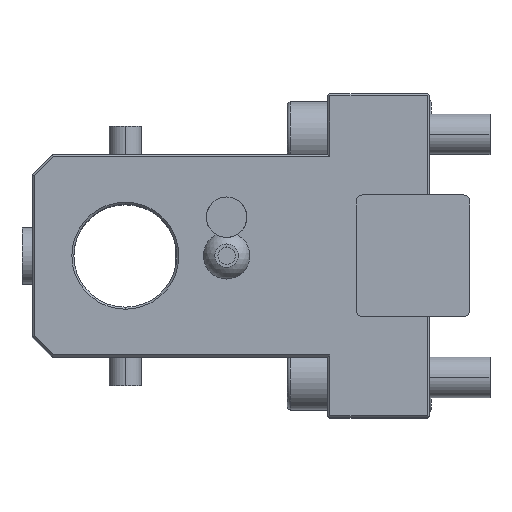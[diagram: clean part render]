
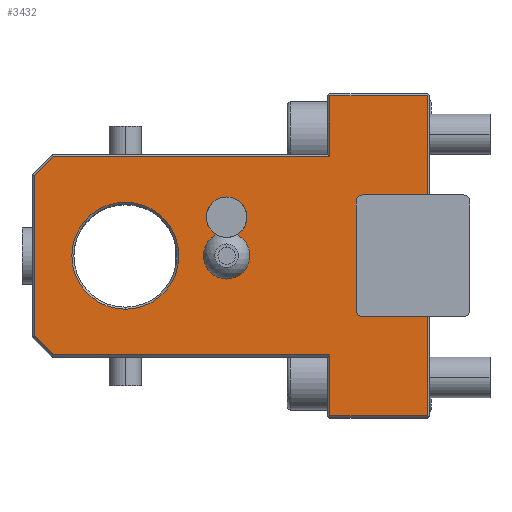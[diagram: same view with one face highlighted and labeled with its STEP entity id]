
A CAD part, top view. The second image highlights one B-rep face of the part: STEP entity #3432.
In plain terms, the highlighted planar face has unit normal (0, 0, 1).
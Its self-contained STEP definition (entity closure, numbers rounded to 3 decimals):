
#1=DIRECTION('',(-1.,0.,0.));
#2=VECTOR('',#1,16.);
#3=CARTESIAN_POINT('',(-0.5,-15.,40.));
#4=LINE('',#3,#2);
#5=DIRECTION('',(0.,1.,0.));
#6=VECTOR('',#5,24.5);
#7=CARTESIAN_POINT('',(-0.5,-39.5,40.));
#8=LINE('',#7,#6);
#9=DIRECTION('',(1.,0.,0.));
#10=VECTOR('',#9,24.);
#11=CARTESIAN_POINT('',(-24.5,-39.5,40.));
#12=LINE('',#11,#10);
#13=DIRECTION('',(0.,-1.,0.));
#14=VECTOR('',#13,15.);
#15=CARTESIAN_POINT('',(-24.5,-24.5,40.));
#16=LINE('',#15,#14);
#17=DIRECTION('',(1.,0.,0.));
#18=VECTOR('',#17,68.293);
#19=CARTESIAN_POINT('',(-92.793,-24.5,40.));
#20=LINE('',#19,#18);
#21=DIRECTION('',(0.707,-0.707,0.));
#22=VECTOR('',#21,6.657);
#23=CARTESIAN_POINT('',(-97.5,-19.793,40.));
#24=LINE('',#23,#22);
#25=DIRECTION('',(0.,-1.,0.));
#26=VECTOR('',#25,39.586);
#27=CARTESIAN_POINT('',(-97.5,19.793,40.));
#28=LINE('',#27,#26);
#29=DIRECTION('',(-0.707,-0.707,0.));
#30=VECTOR('',#29,6.657);
#31=CARTESIAN_POINT('',(-92.793,24.5,40.));
#32=LINE('',#31,#30);
#33=DIRECTION('',(-1.,0.,0.));
#34=VECTOR('',#33,68.293);
#35=CARTESIAN_POINT('',(-24.5,24.5,40.));
#36=LINE('',#35,#34);
#37=DIRECTION('',(0.,-1.,0.));
#38=VECTOR('',#37,15.);
#39=CARTESIAN_POINT('',(-24.5,39.5,40.));
#40=LINE('',#39,#38);
#41=DIRECTION('',(-1.,0.,0.));
#42=VECTOR('',#41,24.);
#43=CARTESIAN_POINT('',(-0.5,39.5,40.));
#44=LINE('',#43,#42);
#45=DIRECTION('',(0.,1.,0.));
#46=VECTOR('',#45,24.5);
#47=CARTESIAN_POINT('',(-0.5,15.,40.));
#48=LINE('',#47,#46);
#49=DIRECTION('',(-1.,0.,0.));
#50=VECTOR('',#49,16.);
#51=CARTESIAN_POINT('',(-0.5,15.,40.));
#52=LINE('',#51,#50);
#53=CARTESIAN_POINT('',(-16.5,13.5,40.));
#54=DIRECTION('',(0.,0.,1.));
#55=DIRECTION('',(0.,1.,0.));
#56=AXIS2_PLACEMENT_3D('',#53,#54,#55);
#58=DIRECTION('',(0.,-1.,0.));
#59=VECTOR('',#58,27.);
#60=CARTESIAN_POINT('',(-18.,13.5,40.));
#61=LINE('',#60,#59);
#62=CARTESIAN_POINT('',(-16.5,-13.5,40.));
#63=DIRECTION('',(0.,0.,1.));
#64=DIRECTION('',(-1.,0.,0.));
#65=AXIS2_PLACEMENT_3D('',#62,#63,#64);
#67=CARTESIAN_POINT('',(-75.,0.,40.));
#68=DIRECTION('',(0.,0.,-1.));
#69=DIRECTION('',(0.,1.,0.));
#70=AXIS2_PLACEMENT_3D('',#67,#68,#69);
#72=CARTESIAN_POINT('',(-75.,0.,40.));
#73=DIRECTION('',(0.,0.,-1.));
#74=DIRECTION('',(0.,-1.,0.));
#75=AXIS2_PLACEMENT_3D('',#72,#73,#74);
#77=CARTESIAN_POINT('',(-50.,0.,40.));
#78=DIRECTION('',(0.,0.,-1.));
#79=DIRECTION('',(0.,-1.,0.));
#80=AXIS2_PLACEMENT_3D('',#77,#78,#79);
#82=CARTESIAN_POINT('',(-50.,0.,40.));
#83=DIRECTION('',(0.,0.,-1.));
#84=DIRECTION('',(0.,1.,0.));
#85=AXIS2_PLACEMENT_3D('',#82,#83,#84);
#87=CARTESIAN_POINT('',(-50.,9.5,40.));
#88=DIRECTION('',(0.,0.,-1.));
#89=DIRECTION('',(0.,-1.,0.));
#90=AXIS2_PLACEMENT_3D('',#87,#88,#89);
#92=CARTESIAN_POINT('',(-50.,9.5,40.));
#93=DIRECTION('',(0.,0.,-1.));
#94=DIRECTION('',(0.,1.,0.));
#95=AXIS2_PLACEMENT_3D('',#92,#93,#94);
#2697=CARTESIAN_POINT('',(-75.,13.2,40.));
#2698=CARTESIAN_POINT('',(-75.,-13.2,40.));
#2699=VERTEX_POINT('',#2697);
#2700=VERTEX_POINT('',#2698);
#2799=CARTESIAN_POINT('',(-0.5,39.5,40.));
#2800=CARTESIAN_POINT('',(-24.5,39.5,40.));
#2801=VERTEX_POINT('',#2799);
#2802=VERTEX_POINT('',#2800);
#2803=CARTESIAN_POINT('',(-24.5,24.5,40.));
#2804=CARTESIAN_POINT('',(-92.793,24.5,40.));
#2805=VERTEX_POINT('',#2803);
#2806=VERTEX_POINT('',#2804);
#2811=CARTESIAN_POINT('',(-97.5,19.793,40.));
#2812=VERTEX_POINT('',#2811);
#2815=CARTESIAN_POINT('',(-97.5,-19.793,40.));
#2816=VERTEX_POINT('',#2815);
#2819=CARTESIAN_POINT('',(-92.793,-24.5,40.));
#2820=VERTEX_POINT('',#2819);
#2823=CARTESIAN_POINT('',(-24.5,-24.5,40.));
#2824=VERTEX_POINT('',#2823);
#2827=CARTESIAN_POINT('',(-24.5,-39.5,40.));
#2828=CARTESIAN_POINT('',(-0.5,-39.5,40.));
#2829=VERTEX_POINT('',#2827);
#2830=VERTEX_POINT('',#2828);
#3089=CARTESIAN_POINT('',(-0.5,-15.,40.));
#3090=CARTESIAN_POINT('',(-16.5,-15.,40.));
#3091=VERTEX_POINT('',#3089);
#3092=VERTEX_POINT('',#3090);
#3093=CARTESIAN_POINT('',(-0.5,15.,40.));
#3094=CARTESIAN_POINT('',(-16.5,15.,40.));
#3095=VERTEX_POINT('',#3093);
#3096=VERTEX_POINT('',#3094);
#3097=CARTESIAN_POINT('',(-18.,13.5,40.));
#3098=CARTESIAN_POINT('',(-18.,-13.5,40.));
#3099=VERTEX_POINT('',#3097);
#3100=VERTEX_POINT('',#3098);
#3117=CARTESIAN_POINT('',(-50.,-5.754,40.));
#3118=CARTESIAN_POINT('',(-50.,5.754,40.));
#3119=VERTEX_POINT('',#3117);
#3120=VERTEX_POINT('',#3118);
#3139=CARTESIAN_POINT('',(-50.,6.7,40.));
#3140=CARTESIAN_POINT('',(-50.,12.3,40.));
#3141=VERTEX_POINT('',#3139);
#3142=VERTEX_POINT('',#3140);
#3375=CARTESIAN_POINT('',(0.,0.,40.));
#3376=DIRECTION('',(0.,0.,-1.));
#3377=DIRECTION('',(0.,-1.,0.));
#3378=AXIS2_PLACEMENT_3D('',#3375,#3376,#3377);
#3379=PLANE('',#3378);
#3381=ORIENTED_EDGE('',*,*,#3380,.F.);
#3383=ORIENTED_EDGE('',*,*,#3382,.F.);
#3385=ORIENTED_EDGE('',*,*,#3384,.F.);
#3387=ORIENTED_EDGE('',*,*,#3386,.F.);
#3389=ORIENTED_EDGE('',*,*,#3388,.F.);
#3391=ORIENTED_EDGE('',*,*,#3390,.F.);
#3393=ORIENTED_EDGE('',*,*,#3392,.F.);
#3395=ORIENTED_EDGE('',*,*,#3394,.F.);
#3397=ORIENTED_EDGE('',*,*,#3396,.F.);
#3399=ORIENTED_EDGE('',*,*,#3398,.F.);
#3401=ORIENTED_EDGE('',*,*,#3400,.F.);
#3403=ORIENTED_EDGE('',*,*,#3402,.F.);
#3405=ORIENTED_EDGE('',*,*,#3404,.T.);
#3407=ORIENTED_EDGE('',*,*,#3406,.T.);
#3409=ORIENTED_EDGE('',*,*,#3408,.T.);
#3411=ORIENTED_EDGE('',*,*,#3410,.T.);
#3412=EDGE_LOOP('',(#3381,#3383,#3385,#3387,#3389,#3391,#3393,#3395,#3397,#3399,
#3401,#3403,#3405,#3407,#3409,#3411));
#3413=FACE_OUTER_BOUND('',#3412,.F.);
#3415=ORIENTED_EDGE('',*,*,#3414,.F.);
#3417=ORIENTED_EDGE('',*,*,#3416,.F.);
#3418=EDGE_LOOP('',(#3415,#3417));
#3419=FACE_BOUND('',#3418,.F.);
#3421=ORIENTED_EDGE('',*,*,#3420,.F.);
#3423=ORIENTED_EDGE('',*,*,#3422,.F.);
#3424=EDGE_LOOP('',(#3421,#3423));
#3425=FACE_BOUND('',#3424,.F.);
#3427=ORIENTED_EDGE('',*,*,#3426,.F.);
#3429=ORIENTED_EDGE('',*,*,#3428,.F.);
#3430=EDGE_LOOP('',(#3427,#3429));
#3431=FACE_BOUND('',#3430,.F.);
#3432=ADVANCED_FACE('',(#3413,#3419,#3425,#3431),#3379,.F.);
#57=CIRCLE('',#56,1.5);
#66=CIRCLE('',#65,1.5);
#71=CIRCLE('',#70,13.2);
#76=CIRCLE('',#75,13.2);
#81=CIRCLE('',#80,5.754);
#86=CIRCLE('',#85,5.754);
#91=CIRCLE('',#90,2.8);
#96=CIRCLE('',#95,2.8);
#3380=EDGE_CURVE('',#3091,#3092,#4,.T.);
#3382=EDGE_CURVE('',#2830,#3091,#8,.T.);
#3384=EDGE_CURVE('',#2829,#2830,#12,.T.);
#3386=EDGE_CURVE('',#2824,#2829,#16,.T.);
#3388=EDGE_CURVE('',#2820,#2824,#20,.T.);
#3390=EDGE_CURVE('',#2816,#2820,#24,.T.);
#3392=EDGE_CURVE('',#2812,#2816,#28,.T.);
#3394=EDGE_CURVE('',#2806,#2812,#32,.T.);
#3396=EDGE_CURVE('',#2805,#2806,#36,.T.);
#3398=EDGE_CURVE('',#2802,#2805,#40,.T.);
#3400=EDGE_CURVE('',#2801,#2802,#44,.T.);
#3402=EDGE_CURVE('',#3095,#2801,#48,.T.);
#3404=EDGE_CURVE('',#3095,#3096,#52,.T.);
#3406=EDGE_CURVE('',#3096,#3099,#57,.T.);
#3408=EDGE_CURVE('',#3099,#3100,#61,.T.);
#3410=EDGE_CURVE('',#3100,#3092,#66,.T.);
#3414=EDGE_CURVE('',#2699,#2700,#71,.T.);
#3416=EDGE_CURVE('',#2700,#2699,#76,.T.);
#3420=EDGE_CURVE('',#3119,#3120,#81,.T.);
#3422=EDGE_CURVE('',#3120,#3119,#86,.T.);
#3426=EDGE_CURVE('',#3141,#3142,#91,.T.);
#3428=EDGE_CURVE('',#3142,#3141,#96,.T.);
